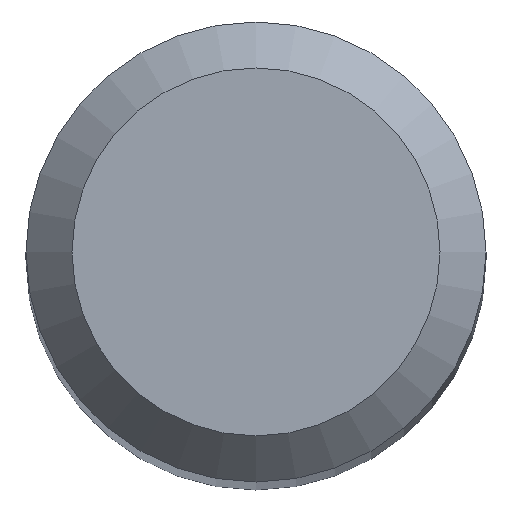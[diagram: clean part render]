
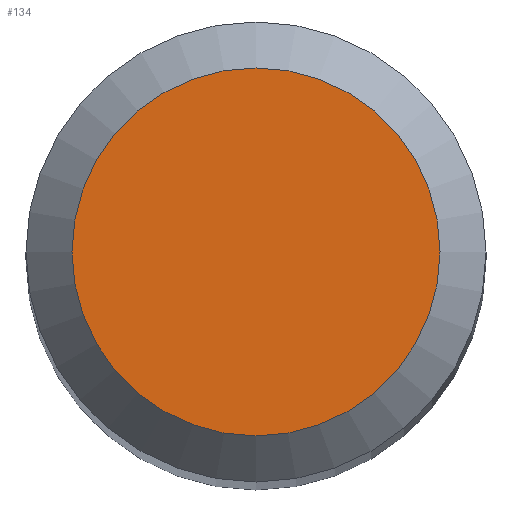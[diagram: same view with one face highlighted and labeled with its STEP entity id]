
A CAD part, top view. The second image highlights one B-rep face of the part: STEP entity #134.
In plain terms, the highlighted planar face has unit normal (0, 0, 1).
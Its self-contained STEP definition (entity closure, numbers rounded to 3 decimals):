
#2 = DIRECTION ( 'NONE',  ( 0., 0., -1. ) ) ;
#8 = VERTEX_POINT ( 'NONE', #40 ) ;
#22 = CIRCLE ( 'NONE', #54, 1.2 ) ;
#23 = DIRECTION ( 'NONE',  ( 0., 1., 0. ) ) ;
#40 = CARTESIAN_POINT ( 'NONE',  ( 0., 1.2, 38. ) ) ;
#48 = ORIENTED_EDGE ( 'NONE', *, *, #209, .F. ) ;
#49 = CARTESIAN_POINT ( 'NONE',  ( 0., 0., 38. ) ) ;
#51 = CARTESIAN_POINT ( 'NONE',  ( 0., 0., 38. ) ) ;
#54 = AXIS2_PLACEMENT_3D ( 'NONE', #51, #67, #143 ) ;
#66 = EDGE_LOOP ( 'NONE', ( #48 ) ) ;
#67 = DIRECTION ( 'NONE',  ( 0., 0., -1. ) ) ;
#134 = ADVANCED_FACE ( 'NONE', ( #159 ), #177, .F. ) ;
#143 = DIRECTION ( 'NONE',  ( 0., 1., 0. ) ) ;
#159 = FACE_OUTER_BOUND ( 'NONE', #66, .T. ) ;
#177 = PLANE ( 'NONE',  #206 ) ;
#206 = AXIS2_PLACEMENT_3D ( 'NONE', #49, #2, #23 ) ;
#209 = EDGE_CURVE ( 'NONE', #8, #8, #22, .T. ) ;
